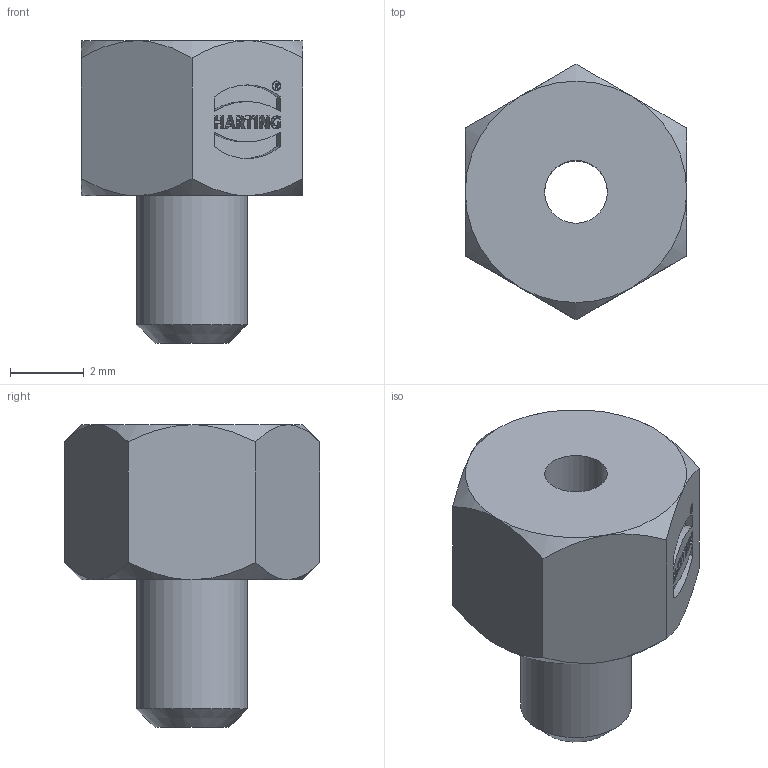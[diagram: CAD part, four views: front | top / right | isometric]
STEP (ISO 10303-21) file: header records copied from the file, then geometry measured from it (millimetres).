
FILE_DESCRIPTION(/* description */ (''),/* implementation_level */ '2;1');
FILE_NAME(/* name */ '100095276ugm000_b.stp',/* time_stamp */ '2019-10-29T06:51:28+01:00',/* author */ (''),/* organization */ (''),/* preprocessor_version */ 'ST-DEVELOPER v16.7',/* originating_system */ 'SIEMENS PLM Software NX 12.0',/* authorisation */ '');
FILE_SCHEMA (('AUTOMOTIVE_DESIGN { 1 0 10303 214 3 1 1 1 }'));
Length unit declared in the file: millimetre
Products named in the file (1): 100095276ugm000_b
Bounding box: 6 x 6.93 x 8.2 mm (x, y, z)
Volume: 138.3 mm3; surface area: 223.9 mm2
Topology: 1 solids, 1 shells, 126 faces, 401 edges, 380 vertices
Faces by surface type: plane 99, cone 13, cylinder 12, extrusion 2
Full cylindrical faces by diameter (mm): 0.228 x1, 0.269 x1, 1.7 x1, 3 x1
Entity records: 5506 total; most frequent: CARTESIAN_POINT 929, DIRECTION 666, ORIENTED_EDGE 616, VECTOR 318, LINE 316, EDGE_CURVE 308, PRESENTATION_STYLE_ASSIGNMENT 216, VERTEX_POINT 205
